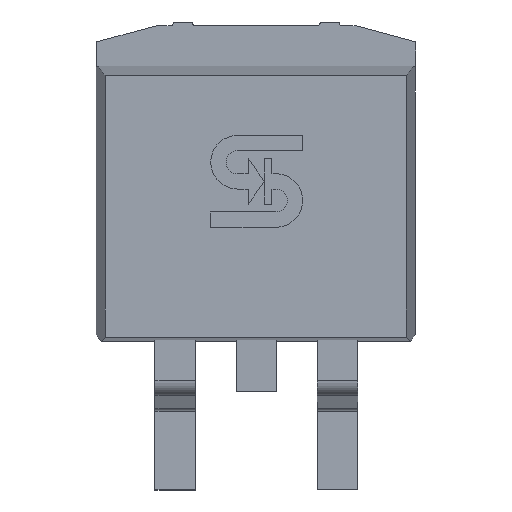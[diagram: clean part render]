
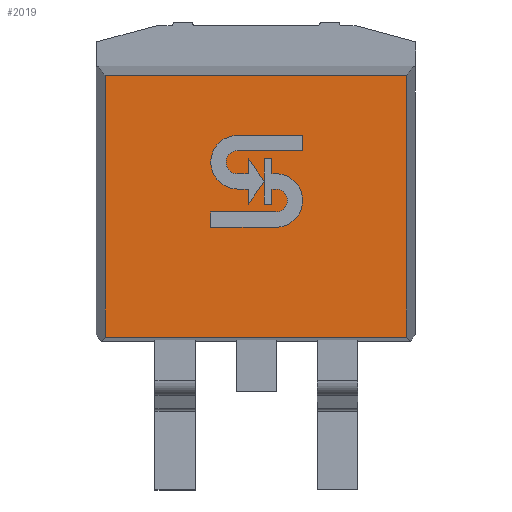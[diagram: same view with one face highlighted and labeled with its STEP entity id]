
A CAD part, top view. The second image highlights one B-rep face of the part: STEP entity #2019.
In plain terms, the highlighted planar face has unit normal (0, 0, 1).
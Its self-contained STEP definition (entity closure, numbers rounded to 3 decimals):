
#196=FACE_OUTER_BOUND('',#305,.T.);
#305=EDGE_LOOP('',(#1690,#1691,#1692,#1693));
#503=LINE('',#3281,#745);
#509=LINE('',#3293,#751);
#510=LINE('',#3295,#752);
#511=LINE('',#3296,#753);
#745=VECTOR('',#2697,9.44);
#751=VECTOR('',#2707,8.2);
#752=VECTOR('',#2708,8.2);
#753=VECTOR('',#2709,9.44);
#953=VERTEX_POINT('',#3278);
#954=VERTEX_POINT('',#3280);
#958=VERTEX_POINT('',#3292);
#959=VERTEX_POINT('',#3294);
#1205=EDGE_CURVE('',#954,#953,#503,.T.);
#1211=EDGE_CURVE('',#958,#954,#509,.T.);
#1212=EDGE_CURVE('',#953,#959,#510,.T.);
#1213=EDGE_CURVE('',#959,#958,#511,.T.);
#1690=ORIENTED_EDGE('',*,*,#1211,.T.);
#1691=ORIENTED_EDGE('',*,*,#1205,.T.);
#1692=ORIENTED_EDGE('',*,*,#1212,.T.);
#1693=ORIENTED_EDGE('',*,*,#1213,.T.);
#1915=PLANE('',#2262);
#2019=ADVANCED_FACE('',(#196),#1915,.T.);
#2262=AXIS2_PLACEMENT_3D('',#3291,#2705,#2706);
#2697=DIRECTION('',(1.,0.,0.));
#2705=DIRECTION('center_axis',(0.,0.,
1.));
#2706=DIRECTION('ref_axis',(1.,0.,0.));
#2707=DIRECTION('',(0.,-1.,0.));
#2708=DIRECTION('',(0.,1.,0.));
#2709=DIRECTION('',(-1.,0.,0.));
#3278=CARTESIAN_POINT('',(9.687,-9.672,4.573));
#3280=CARTESIAN_POINT('',(0.247,-9.672,4.573));
#3281=CARTESIAN_POINT('',(0.247,-9.672,4.573));
#3291=CARTESIAN_POINT('Origin',(4.967,-5.572,4.573));
#3292=CARTESIAN_POINT('',(0.247,-1.472,4.573));
#3293=CARTESIAN_POINT('',(0.247,-1.472,4.573));
#3294=CARTESIAN_POINT('',(9.687,-1.472,4.573));
#3295=CARTESIAN_POINT('',(9.687,-9.672,4.573));
#3296=CARTESIAN_POINT('',(9.687,-1.472,4.573));
